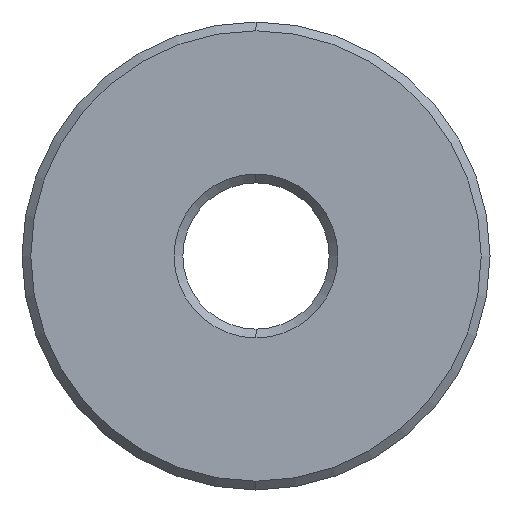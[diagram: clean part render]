
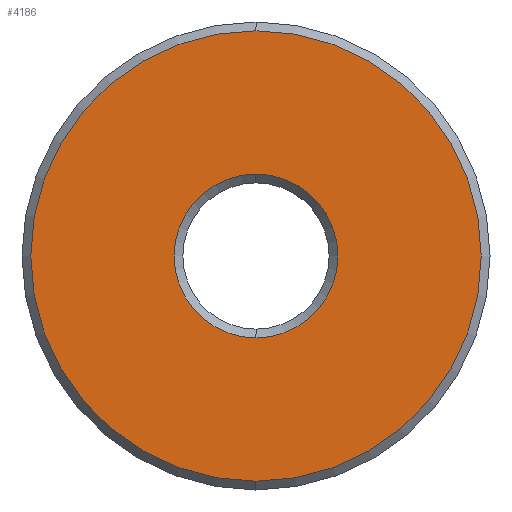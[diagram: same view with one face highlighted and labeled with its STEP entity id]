
A CAD part, left-side view. The second image highlights one B-rep face of the part: STEP entity #4186.
In plain terms, the highlighted planar face has unit normal (-1, 0, 0).
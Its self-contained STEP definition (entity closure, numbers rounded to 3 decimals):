
#46 = VERTEX_POINT ( 'NONE', #600 ) ;
#62 = EDGE_CURVE ( 'NONE', #46, #4672, #2528, .T. ) ;
#448 = EDGE_CURVE ( 'NONE', #4276, #3653, #2684, .T. ) ;
#563 = ORIENTED_EDGE ( 'NONE', *, *, #448, .T. ) ;
#600 = CARTESIAN_POINT ( 'NONE',  ( -10.85, 0., 7.7 ) ) ;
#620 = DIRECTION ( 'NONE',  ( 0., 0., -1. ) ) ;
#712 = FACE_OUTER_BOUND ( 'NONE', #3620, .T. ) ;
#794 = ORIENTED_EDGE ( 'NONE', *, *, #62, .T. ) ;
#829 = DIRECTION ( 'NONE',  ( 1., 0., 0. ) ) ;
#894 = DIRECTION ( 'NONE',  ( -1., 0., 0. ) ) ;
#912 = CARTESIAN_POINT ( 'NONE',  ( -10.85, 0., 0. ) ) ;
#988 = CARTESIAN_POINT ( 'NONE',  ( -10.85, 0., 0. ) ) ;
#1371 = AXIS2_PLACEMENT_3D ( 'NONE', #988, #1697, #3493 ) ;
#1426 = CARTESIAN_POINT ( 'NONE',  ( -10.85, 0., 0. ) ) ;
#1523 = ORIENTED_EDGE ( 'NONE', *, *, #1796, .T. ) ;
#1584 = DIRECTION ( 'NONE',  ( 0., 1., 0. ) ) ;
#1697 = DIRECTION ( 'NONE',  ( -1., 0., 0. ) ) ;
#1767 = AXIS2_PLACEMENT_3D ( 'NONE', #4777, #829, #1584 ) ;
#1796 = EDGE_CURVE ( 'NONE', #4672, #46, #3705, .T. ) ;
#1882 = CARTESIAN_POINT ( 'NONE',  ( -10.85, 0., -2.8 ) ) ;
#1921 = CARTESIAN_POINT ( 'NONE',  ( -10.85, 0., 2.8 ) ) ;
#2291 = CIRCLE ( 'NONE', #4159, 2.8 ) ;
#2295 = CARTESIAN_POINT ( 'NONE',  ( -10.85, 0., 0. ) ) ;
#2528 = CIRCLE ( 'NONE', #1371, 7.7 ) ;
#2556 = FACE_BOUND ( 'NONE', #4632, .T. ) ;
#2578 = ORIENTED_EDGE ( 'NONE', *, *, #3677, .T. ) ;
#2669 = CARTESIAN_POINT ( 'NONE',  ( -10.85, 0., -7.7 ) ) ;
#2684 = CIRCLE ( 'NONE', #3460, 2.8 ) ;
#2939 = AXIS2_PLACEMENT_3D ( 'NONE', #2295, #894, #3777 ) ;
#2977 = DIRECTION ( 'NONE',  ( 0., 0., -1. ) ) ;
#3310 = PLANE ( 'NONE',  #1767 ) ;
#3460 = AXIS2_PLACEMENT_3D ( 'NONE', #912, #3892, #620 ) ;
#3493 = DIRECTION ( 'NONE',  ( 0., 0., -1. ) ) ;
#3620 = EDGE_LOOP ( 'NONE', ( #1523, #794 ) ) ;
#3653 = VERTEX_POINT ( 'NONE', #1882 ) ;
#3677 = EDGE_CURVE ( 'NONE', #3653, #4276, #2291, .T. ) ;
#3705 = CIRCLE ( 'NONE', #2939, 7.7 ) ;
#3724 = DIRECTION ( 'NONE',  ( 1., 0., 0. ) ) ;
#3777 = DIRECTION ( 'NONE',  ( 0., 0., -1. ) ) ;
#3892 = DIRECTION ( 'NONE',  ( 1., 0., 0. ) ) ;
#4159 = AXIS2_PLACEMENT_3D ( 'NONE', #1426, #3724, #2977 ) ;
#4186 = ADVANCED_FACE ( 'NONE', ( #2556, #712 ), #3310, .F. ) ;
#4276 = VERTEX_POINT ( 'NONE', #1921 ) ;
#4632 = EDGE_LOOP ( 'NONE', ( #563, #2578 ) ) ;
#4672 = VERTEX_POINT ( 'NONE', #2669 ) ;
#4777 = CARTESIAN_POINT ( 'NONE',  ( -10.85, 0., 0. ) ) ;
